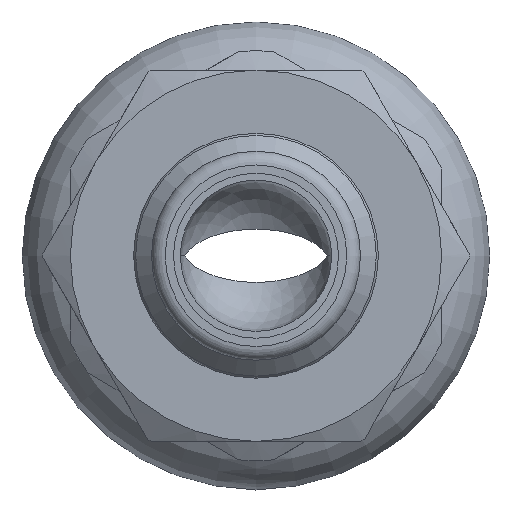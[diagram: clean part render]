
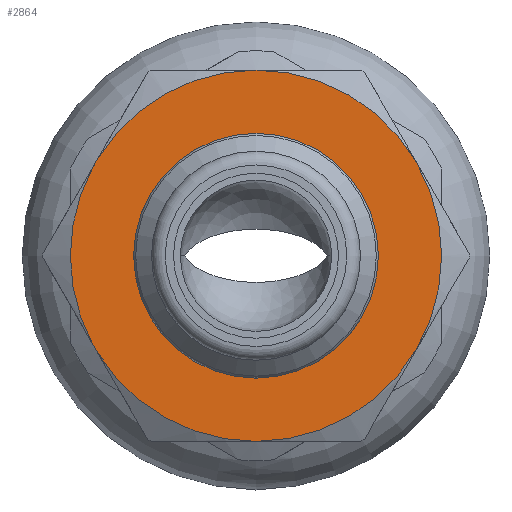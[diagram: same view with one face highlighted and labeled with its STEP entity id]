
A CAD part, left-side view. The second image highlights one B-rep face of the part: STEP entity #2864.
In plain terms, the highlighted planar face has unit normal (-1, 0, 0).
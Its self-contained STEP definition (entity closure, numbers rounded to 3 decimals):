
#89=LINE('',#4462,#167);
#90=LINE('',#4467,#168);
#167=VECTOR('',#3647,1000.);
#168=VECTOR('',#3652,1000.);
#293=PLANE('',#3107);
#865=ORIENTED_EDGE('',*,*,#1197,.T.);
#866=ORIENTED_EDGE('',*,*,#1206,.T.);
#867=ORIENTED_EDGE('',*,*,#1207,.F.);
#868=ORIENTED_EDGE('',*,*,#1208,.F.);
#869=ORIENTED_EDGE('',*,*,#1201,.F.);
#870=ORIENTED_EDGE('',*,*,#1209,.T.);
#871=ORIENTED_EDGE('',*,*,#1203,.F.);
#1197=EDGE_CURVE('',#1415,#1415,#1557,.T.);
#1201=EDGE_CURVE('',#1419,#1416,#1559,.T.);
#1203=EDGE_CURVE('',#1421,#1422,#1560,.T.);
#1206=EDGE_CURVE('',#1421,#1424,#89,.T.);
#1207=EDGE_CURVE('',#1425,#1424,#1562,.T.);
#1208=EDGE_CURVE('',#1416,#1425,#1563,.T.);
#1209=EDGE_CURVE('',#1419,#1422,#90,.T.);
#1415=VERTEX_POINT('',#4429);
#1416=VERTEX_POINT('',#4435);
#1419=VERTEX_POINT('',#4443);
#1421=VERTEX_POINT('',#4451);
#1422=VERTEX_POINT('',#4453);
#1424=VERTEX_POINT('',#4463);
#1425=VERTEX_POINT('',#4465);
#1557=CIRCLE('',#3100,8.9);
#1559=CIRCLE('',#3103,13.5);
#1560=CIRCLE('',#3105,13.5);
#1562=CIRCLE('',#3108,13.5);
#1563=CIRCLE('',#3109,13.5);
#1719=EDGE_LOOP('',(#865));
#1720=EDGE_LOOP('',(#866,#867,#868,#869,#870,#871));
#1885=FACE_BOUND('',#1719,.T.);
#1886=FACE_BOUND('',#1720,.T.);
#2864=ADVANCED_FACE('',(#1885,#1886),#293,.T.);
#3100=AXIS2_PLACEMENT_3D('',#4428,#3631,#3632);
#3103=AXIS2_PLACEMENT_3D('',#4444,#3637,#3638);
#3105=AXIS2_PLACEMENT_3D('',#4452,#3641,#3642);
#3107=AXIS2_PLACEMENT_3D('',#4461,#3645,#3646);
#3108=AXIS2_PLACEMENT_3D('',#4464,#3648,#3649);
#3109=AXIS2_PLACEMENT_3D('',#4466,#3650,#3651);
#3631=DIRECTION('',(1.,0.,0.));
#3632=DIRECTION('',(0.,0.,1.));
#3637=DIRECTION('',(1.,0.,0.));
#3638=DIRECTION('',(0.,0.,1.));
#3641=DIRECTION('',(1.,0.,0.));
#3642=DIRECTION('',(0.,0.,1.));
#3645=DIRECTION('',(-1.,0.,0.));
#3646=DIRECTION('',(0.,0.,-1.));
#3647=DIRECTION('',(0.,-0.5,-0.866));
#3648=DIRECTION('',(1.,0.,0.));
#3649=DIRECTION('',(0.,0.,1.));
#3650=DIRECTION('',(1.,0.,0.));
#3651=DIRECTION('',(0.,0.,1.));
#3652=DIRECTION('',(0.,0.5,-0.866));
#4428=CARTESIAN_POINT('',(-5.794,0.,0.));
#4429=CARTESIAN_POINT('',(-5.794,0.,8.9));
#4435=CARTESIAN_POINT('',(-5.794,0.,13.5));
#4443=CARTESIAN_POINT('',(-5.794,11.503,7.066));
#4444=CARTESIAN_POINT('',(-5.794,0.,0.));
#4451=CARTESIAN_POINT('',(-5.794,11.871,-6.429));
#4452=CARTESIAN_POINT('',(-5.794,0.,0.));
#4453=CARTESIAN_POINT('',(-5.794,11.871,6.429));
#4461=CARTESIAN_POINT('',(-5.794,0.,-13.5));
#4462=CARTESIAN_POINT('',(-5.794,15.583,0.));
#4463=CARTESIAN_POINT('',(-5.794,11.503,-7.066));
#4464=CARTESIAN_POINT('',(-5.794,0.,0.));
#4465=CARTESIAN_POINT('',(-5.794,0.,-13.5));
#4466=CARTESIAN_POINT('',(-5.794,0.,0.));
#4467=CARTESIAN_POINT('',(-5.794,7.788,13.5));
